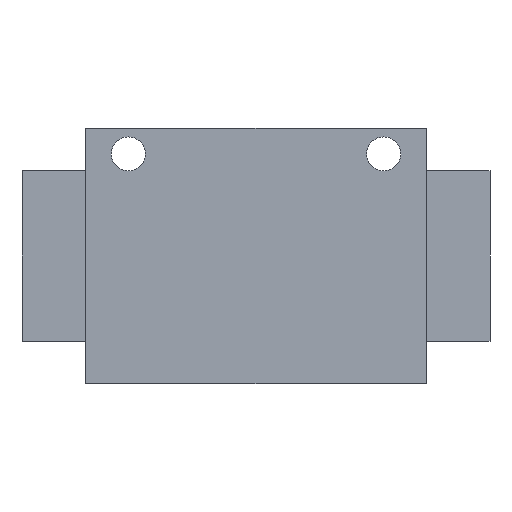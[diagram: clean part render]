
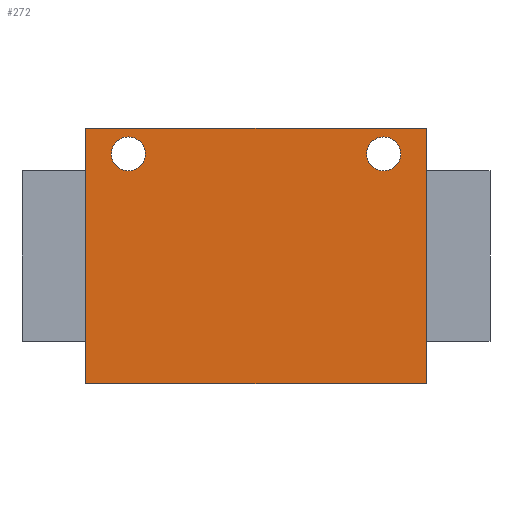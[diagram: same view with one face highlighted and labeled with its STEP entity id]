
A CAD part, front view. The second image highlights one B-rep face of the part: STEP entity #272.
In plain terms, the highlighted planar face has unit normal (0, -1, 0).
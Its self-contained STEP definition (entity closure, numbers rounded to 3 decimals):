
#272 = ADVANCED_FACE( '', ( #514, #515, #516 ), #517, .F. );
#514 = FACE_BOUND( '', #798, .T. );
#515 = FACE_BOUND( '', #799, .T. );
#516 = FACE_OUTER_BOUND( '', #800, .T. );
#517 = PLANE( '', #801 );
#798 = EDGE_LOOP( '', ( #1130 ) );
#799 = EDGE_LOOP( '', ( #1131 ) );
#800 = EDGE_LOOP( '', ( #1132, #1133, #1134, #1135 ) );
#801 = AXIS2_PLACEMENT_3D( '', #1136, #1137, #1138 );
#1130 = ORIENTED_EDGE( '', *, *, #1527, .T. );
#1131 = ORIENTED_EDGE( '', *, *, #1528, .T. );
#1132 = ORIENTED_EDGE( '', *, *, #1529, .F. );
#1133 = ORIENTED_EDGE( '', *, *, #1530, .F. );
#1134 = ORIENTED_EDGE( '', *, *, #1531, .F. );
#1135 = ORIENTED_EDGE( '', *, *, #1459, .F. );
#1136 = CARTESIAN_POINT( '', ( 0., -20., 0. ) );
#1137 = DIRECTION( '', ( 0., 1., 0. ) );
#1138 = DIRECTION( '', ( 0., 0., 1. ) );
#1459 = EDGE_CURVE( '', #1627, #1628, #1629, .T. );
#1527 = EDGE_CURVE( '', #1738, #1738, #1739, .T. );
#1528 = EDGE_CURVE( '', #1740, #1740, #1741, .T. );
#1529 = EDGE_CURVE( '', #1742, #1627, #1743, .T. );
#1530 = EDGE_CURVE( '', #1744, #1742, #1745, .T. );
#1531 = EDGE_CURVE( '', #1628, #1744, #1746, .T. );
#1627 = VERTEX_POINT( '', #1878 );
#1628 = VERTEX_POINT( '', #1879 );
#1629 = LINE( '', #1880, #1881 );
#1738 = VERTEX_POINT( '', #2005 );
#1739 = CIRCLE( '', #2006, 4. );
#1740 = VERTEX_POINT( '', #2007 );
#1741 = CIRCLE( '', #2008, 4. );
#1742 = VERTEX_POINT( '', #2009 );
#1743 = LINE( '', #2010, #2011 );
#1744 = VERTEX_POINT( '', #2012 );
#1745 = LINE( '', #2013, #2014 );
#1746 = LINE( '', #2015, #2016 );
#1878 = CARTESIAN_POINT( '', ( -40., -20., 30. ) );
#1879 = CARTESIAN_POINT( '', ( 40., -20., 30. ) );
#1880 = CARTESIAN_POINT( '', ( -40., -20., 30. ) );
#1881 = VECTOR( '', #2171, 1000. );
#2005 = CARTESIAN_POINT( '', ( -26., -20., 24. ) );
#2006 = AXIS2_PLACEMENT_3D( '', #2274, #2275, #2276 );
#2007 = CARTESIAN_POINT( '', ( 34., -20., 24. ) );
#2008 = AXIS2_PLACEMENT_3D( '', #2277, #2278, #2279 );
#2009 = CARTESIAN_POINT( '', ( -40., -20., -30. ) );
#2010 = CARTESIAN_POINT( '', ( -40., -20., -30. ) );
#2011 = VECTOR( '', #2280, 1000. );
#2012 = CARTESIAN_POINT( '', ( 40., -20., -30. ) );
#2013 = CARTESIAN_POINT( '', ( 40., -20., -30. ) );
#2014 = VECTOR( '', #2281, 1000. );
#2015 = CARTESIAN_POINT( '', ( 40., -20., 30. ) );
#2016 = VECTOR( '', #2282, 1000. );
#2171 = DIRECTION( '', ( 1., 0., 0. ) );
#2274 = CARTESIAN_POINT( '', ( -30., -20., 24. ) );
#2275 = DIRECTION( '', ( 0., 1., 0. ) );
#2276 = DIRECTION( '', ( 1., 0., 0. ) );
#2277 = CARTESIAN_POINT( '', ( 30., -20., 24. ) );
#2278 = DIRECTION( '', ( 0., 1., 0. ) );
#2279 = DIRECTION( '', ( 1., 0., 0. ) );
#2280 = DIRECTION( '', ( 0., 0., 1. ) );
#2281 = DIRECTION( '', ( -1., 0., 0. ) );
#2282 = DIRECTION( '', ( 0., 0., -1. ) );
